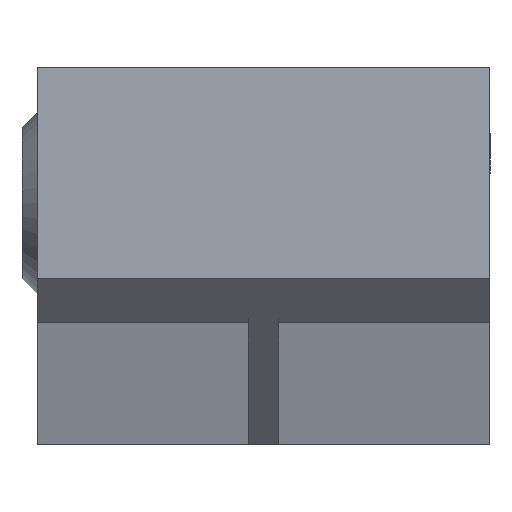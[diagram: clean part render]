
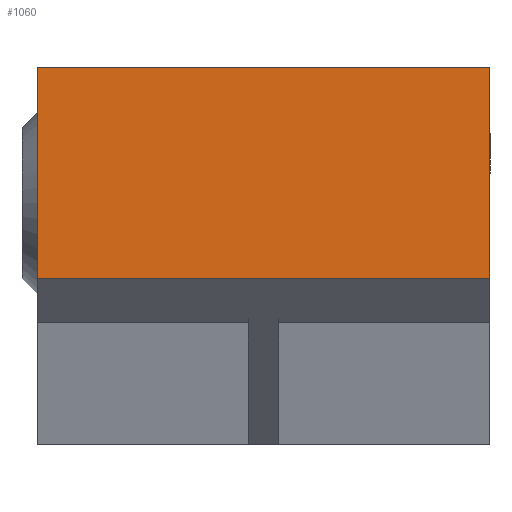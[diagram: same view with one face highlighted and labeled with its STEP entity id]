
A CAD part, left-side view. The second image highlights one B-rep face of the part: STEP entity #1060.
In plain terms, the highlighted planar face has unit normal (-1, 0, 0).
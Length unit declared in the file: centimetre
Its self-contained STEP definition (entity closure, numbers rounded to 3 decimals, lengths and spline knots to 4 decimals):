
#112=FACE_OUTER_BOUND('',#179,.T.);
#179=EDGE_LOOP('',(#953,#954,#955,#956));
#207=LINE('',#1473,#332);
#284=LINE('',#1663,#409);
#286=LINE('',#1666,#411);
#304=LINE('',#1701,#429);
#332=VECTOR('',#1182,100.);
#409=VECTOR('',#1361,100.);
#411=VECTOR('',#1365,100.);
#429=VECTOR('',#1395,100.);
#453=VERTEX_POINT('',#1466);
#456=VERTEX_POINT('',#1471);
#517=VERTEX_POINT('',#1660);
#518=VERTEX_POINT('',#1662);
#557=EDGE_CURVE('',#453,#456,#207,.T.);
#651=EDGE_CURVE('',#517,#518,#284,.T.);
#653=EDGE_CURVE('',#456,#518,#286,.T.);
#672=EDGE_CURVE('',#517,#453,#304,.T.);
#953=ORIENTED_EDGE('',*,*,#653,.T.);
#954=ORIENTED_EDGE('',*,*,#651,.F.);
#955=ORIENTED_EDGE('',*,*,#672,.T.);
#956=ORIENTED_EDGE('',*,*,#557,.T.);
#1006=PLANE('',#1136);
#1060=ADVANCED_FACE('',(#112),#1006,.F.);
#1136=AXIS2_PLACEMENT_3D('',#1708,#1407,#1408);
#1182=DIRECTION('',(0.,1.,0.));
#1361=DIRECTION('',(0.,1.,0.));
#1365=DIRECTION('',(0.,0.,-1.));
#1395=DIRECTION('',(0.,0.,1.));
#1407=DIRECTION('center_axis',(1.,0.,0.));
#1408=DIRECTION('ref_axis',(0.,0.,-1.));
#1466=CARTESIAN_POINT('',(-1.9629,-0.1173,-1.0715));
#1471=CARTESIAN_POINT('',(-1.9629,1.3827,-1.0715));
#1473=CARTESIAN_POINT('',(-1.9629,-0.1173,-1.0715));
#1660=CARTESIAN_POINT('',(-1.9629,-0.1173,-1.7715));
#1662=CARTESIAN_POINT('',(-1.9629,1.3827,-1.7715));
#1663=CARTESIAN_POINT('',(-1.9629,-0.1173,-1.7715));
#1666=CARTESIAN_POINT('',(-1.9629,1.3827,-1.509));
#1701=CARTESIAN_POINT('',(-1.9629,-0.1173,-1.7715));
#1708=CARTESIAN_POINT('Origin',(-1.9629,-0.1173,-1.4215));
